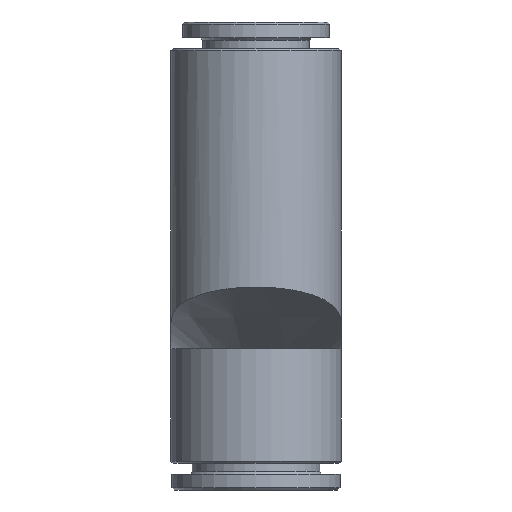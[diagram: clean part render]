
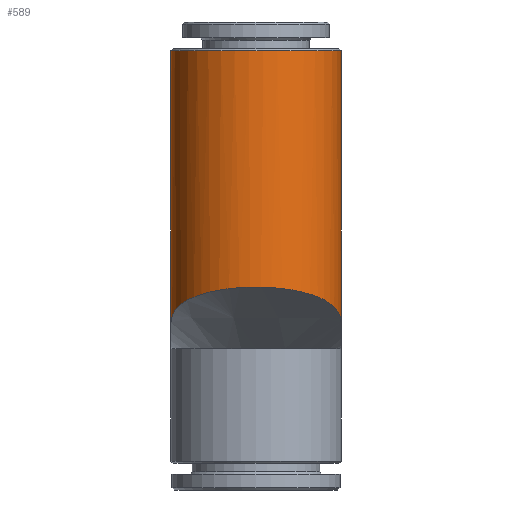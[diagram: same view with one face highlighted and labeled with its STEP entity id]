
A CAD part, left-side view. The second image highlights one B-rep face of the part: STEP entity #589.
In plain terms, the highlighted cylindrical face has radius 8 mm (diameter 16 mm), a partial arc.
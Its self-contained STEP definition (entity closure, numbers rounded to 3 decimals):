
#26=CYLINDRICAL_SURFACE('',#678,8.);
#32=ELLIPSE('',#627,11.314,8.);
#34=ELLIPSE('',#630,11.314,8.);
#36=ELLIPSE('',#651,16.,8.);
#39=ELLIPSE('',#660,16.,8.);
#41=LINE('',#958,#57);
#45=LINE('',#966,#61);
#46=LINE('',#968,#62);
#50=LINE('',#977,#66);
#57=VECTOR('',#719,1000.);
#61=VECTOR('',#725,1000.);
#62=VECTOR('',#728,1000.);
#66=VECTOR('',#734,1000.);
#113=CIRCLE('',#677,8.);
#227=ORIENTED_EDGE('',*,*,#320,.T.);
#228=ORIENTED_EDGE('',*,*,#312,.T.);
#229=ORIENTED_EDGE('',*,*,#278,.T.);
#230=ORIENTED_EDGE('',*,*,#288,.T.);
#231=ORIENTED_EDGE('',*,*,#273,.F.);
#232=ORIENTED_EDGE('',*,*,#268,.T.);
#233=ORIENTED_EDGE('',*,*,#277,.T.);
#234=ORIENTED_EDGE('',*,*,#286,.T.);
#235=ORIENTED_EDGE('',*,*,#282,.T.);
#236=ORIENTED_EDGE('',*,*,#300,.T.);
#268=EDGE_CURVE('',#337,#338,#391,.T.);
#273=EDGE_CURVE('',#337,#340,#41,.T.);
#277=EDGE_CURVE('',#338,#342,#45,.T.);
#278=EDGE_CURVE('',#343,#344,#46,.T.);
#282=EDGE_CURVE('',#347,#348,#50,.F.);
#286=EDGE_CURVE('',#342,#347,#32,.F.);
#288=EDGE_CURVE('',#344,#340,#34,.F.);
#300=EDGE_CURVE('',#348,#360,#36,.F.);
#312=EDGE_CURVE('',#368,#343,#39,.F.);
#320=EDGE_CURVE('',#360,#368,#113,.T.);
#337=VERTEX_POINT('',#941);
#338=VERTEX_POINT('',#942);
#340=VERTEX_POINT('',#959);
#342=VERTEX_POINT('',#965);
#343=VERTEX_POINT('',#969);
#344=VERTEX_POINT('',#970);
#347=VERTEX_POINT('',#978);
#348=VERTEX_POINT('',#979);
#360=VERTEX_POINT('',#1023);
#368=VERTEX_POINT('',#1049);
#391=B_SPLINE_CURVE_WITH_KNOTS('',3,(#930,#931,#932,#933,#934,#935,#936,
#937,#938,#939,#940),.UNSPECIFIED.,.F.,.F.,(4,1,1,1,1,1,1,1,4),(0.,
0.003,0.007,0.01,0.013,
0.016,0.02,0.023,0.026),
 .UNSPECIFIED.);
#444=EDGE_LOOP('',(#227,#228,#229,#230,#231,#232,#233,#234,#235,#236));
#518=FACE_BOUND('',#444,.T.);
#589=ADVANCED_FACE('',(#518),#26,.T.);
#627=AXIS2_PLACEMENT_3D('',#986,#740,#741);
#630=AXIS2_PLACEMENT_3D('',#989,#746,#747);
#651=AXIS2_PLACEMENT_3D('',#1025,#788,#789);
#660=AXIS2_PLACEMENT_3D('',#1056,#808,#809);
#677=AXIS2_PLACEMENT_3D('',#1079,#842,#843);
#678=AXIS2_PLACEMENT_3D('',#1080,#844,#845);
#719=DIRECTION('',(0.,0.,1.));
#725=DIRECTION('',(0.,0.,1.));
#728=DIRECTION('',(0.,0.,-1.));
#734=DIRECTION('',(0.,0.,-1.));
#740=DIRECTION('',(0.,0.707,-0.707));
#741=DIRECTION('',(0.,-0.707,-0.707));
#746=DIRECTION('',(0.,-0.707,-0.707));
#747=DIRECTION('',(0.,0.707,-0.707));
#788=DIRECTION('',(0.,0.866,-0.5));
#789=DIRECTION('',(0.,-0.5,-0.866));
#808=DIRECTION('',(0.,-0.866,-0.5));
#809=DIRECTION('',(0.,0.5,-0.866));
#842=DIRECTION('',(0.,0.,-1.));
#843=DIRECTION('',(-1.,0.,0.));
#844=DIRECTION('',(0.,0.,-1.));
#845=DIRECTION('',(-1.,0.,0.));
#930=CARTESIAN_POINT('',(-8.25,8.,-28.255));
#931=CARTESIAN_POINT('',(-9.235,8.,-27.76));
#932=CARTESIAN_POINT('',(-11.211,7.639,-26.857));
#933=CARTESIAN_POINT('',(-13.891,5.967,-25.783));
#934=CARTESIAN_POINT('',(-15.785,3.293,-25.087));
#935=CARTESIAN_POINT('',(-16.479,0.017,-24.843));
#936=CARTESIAN_POINT('',(-15.8,-3.262,-25.082));
#937=CARTESIAN_POINT('',(-13.91,-5.951,-25.775));
#938=CARTESIAN_POINT('',(-11.223,-7.637,-26.852));
#939=CARTESIAN_POINT('',(-9.235,-8.,-27.76));
#940=CARTESIAN_POINT('',(-8.25,-8.,-28.255));
#941=CARTESIAN_POINT('',(-8.25,8.,-28.255));
#942=CARTESIAN_POINT('',(-8.25,-8.,-28.255));
#958=CARTESIAN_POINT('',(-8.25,8.,-44.));
#959=CARTESIAN_POINT('',(-8.25,8.,-15.3));
#965=CARTESIAN_POINT('',(-8.25,-8.,-15.3));
#966=CARTESIAN_POINT('',(-8.25,-8.,-44.));
#968=CARTESIAN_POINT('',(-1.358,4.063,-22.));
#969=CARTESIAN_POINT('',(-1.358,4.063,-5.098));
#970=CARTESIAN_POINT('',(-1.358,4.063,-11.363));
#977=CARTESIAN_POINT('',(-1.358,-4.063,-22.));
#978=CARTESIAN_POINT('',(-1.358,-4.063,-11.363));
#979=CARTESIAN_POINT('',(-1.358,-4.063,-5.098));
#986=CARTESIAN_POINT('',(-8.25,0.,-7.3));
#989=CARTESIAN_POINT('',(-8.25,0.,-7.3));
#1023=CARTESIAN_POINT('',(-0.712,-2.678,-2.7));
#1025=CARTESIAN_POINT('',(-8.25,0.,1.938));
#1049=CARTESIAN_POINT('',(-0.712,2.678,-2.7));
#1056=CARTESIAN_POINT('',(-8.25,0.,1.938));
#1079=CARTESIAN_POINT('',(-8.25,0.,-2.7));
#1080=CARTESIAN_POINT('',(-8.25,0.,-22.));
